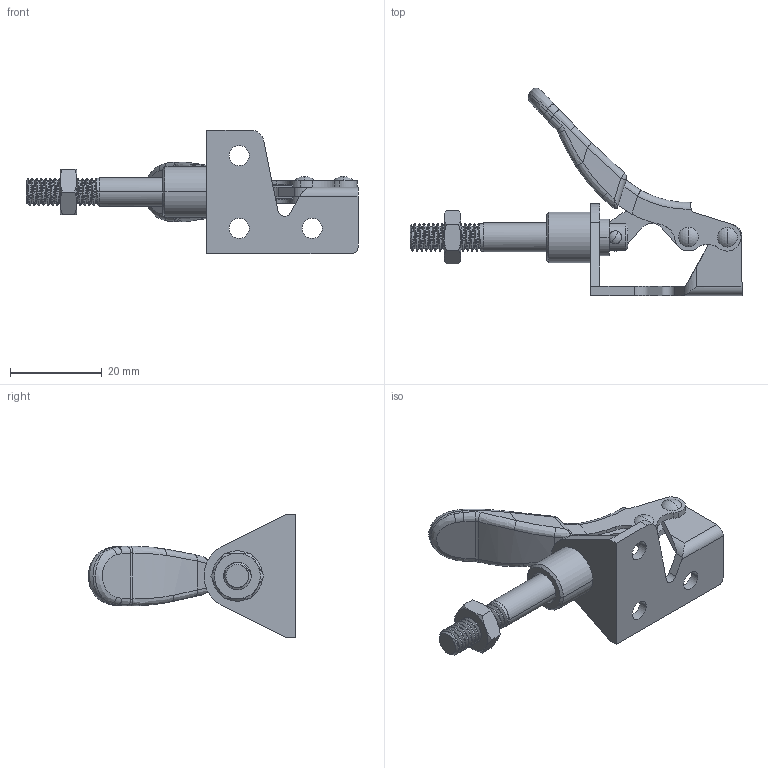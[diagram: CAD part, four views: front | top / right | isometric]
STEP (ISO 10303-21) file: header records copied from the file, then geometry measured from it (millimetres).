
FILE_DESCRIPTION (( 'STEP AP214' ), '1' );
FILE_NAME ('GH-301-BM(Â²¤Æ)-1.STEP', '2020-05-27T09:28:35', ( 'LinWei' ), ( '' ), 'SwSTEP 2.0', 'SolidWorks 2016', '' );
FILE_SCHEMA (( 'AUTOMOTIVE_DESIGN' ));
Length unit declared in the file: millimetre
Products named in the file (6): 零件56^GH-301-BM(簡化)-1; Hexagon Nut_3_JIS-2^GH-301-BM(簡化)-1; Group1^GH-301-BM(簡化)-1; 1301AM05-1^GH-301-BM(簡化)-1; Group3^GH-301-BM(簡化)-1; GH-301-BM(簡化)-1
Assembly tree (5 placements, depth 2):
  GH-301-BM(簡化)-1
    Group3^GH-301-BM(簡化)-1
    1301AM05-1^GH-301-BM(簡化)-1
    Group1^GH-301-BM(簡化)-1
    Hexagon Nut_3_JIS-2^GH-301-BM(簡化)-1
    零件56^GH-301-BM(簡化)-1
Bounding box: 72.41 x 45.2 x 27 mm (x, y, z)
Volume: 6414 mm3; surface area: 6768.4 mm2
Topology: 5 solids, 7 shells, 254 faces, 637 edges, 405 vertices
Faces by surface type: cylinder 130, plane 59, bspline 30, cone 25, sphere 8, torus 2
Entity records: 11847 total; most frequent: CARTESIAN_POINT 5208, ORIENTED_EDGE 1270, DIRECTION 1110, EDGE_CURVE 635, AXIS2_PLACEMENT_3D 442, VERTEX_POINT 405, EDGE_LOOP 286, ADVANCED_FACE 254
